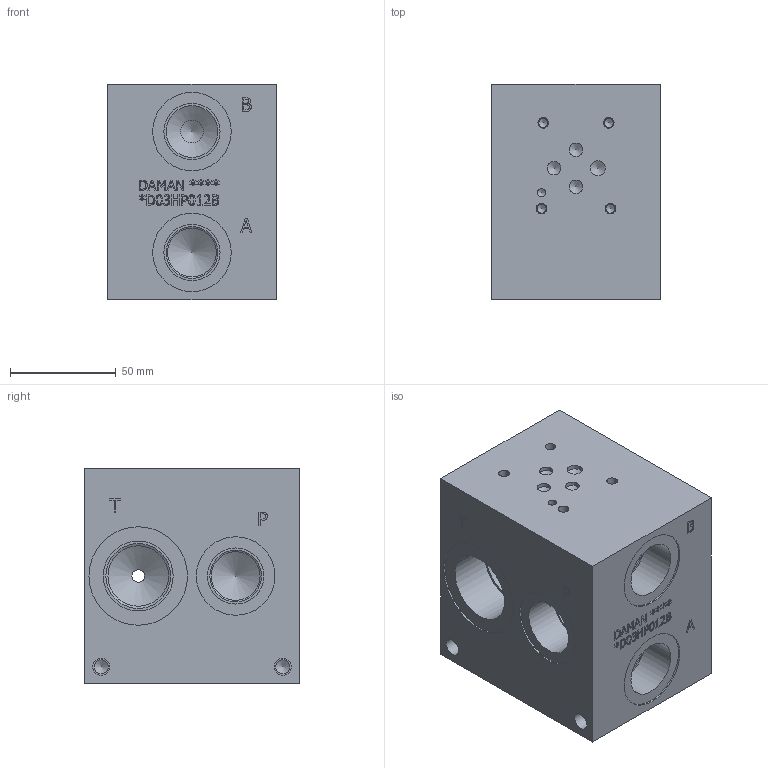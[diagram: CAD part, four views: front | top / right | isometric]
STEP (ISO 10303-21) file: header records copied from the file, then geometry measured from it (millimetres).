
FILE_DESCRIPTION(/* description */ (''),/* implementation_level */ '2;1');
FILE_NAME(/* name */ '_D03HP012B.stp',/* time_stamp */ '2021-07-14T14:37:44-04:00',/* author */ ('anthonyv'),/* organization */ (''),/* preprocessor_version */ 'ST-DEVELOPER v18.1',/* originating_system */ 'Autodesk Inventor 2021',/* authorisation */ '');
FILE_SCHEMA (('AUTOMOTIVE_DESIGN { 1 0 10303 214 3 1 1 }'));
Length unit declared in the file: millimetre
Products named in the file (1): Part_AD03HP012B_3D
Bounding box: 79.38 x 101.6 x 101.6 mm (x, y, z)
Volume: 693835.6 mm3; surface area: 72039.6 mm2
Topology: 1 solids, 1 shells, 512 faces, 1401 edges, 950 vertices
Faces by surface type: plane 319, bspline 123, cylinder 45, cone 25
Full cylindrical faces by diameter (mm): 3.962 x1, 4.216 x4, 5.004 x4, 6.35 x3, 6.756 x4, 7.137 x1, 8.001 x4, 10.719 x1, 23.012 x3, 24.409 x4, 26.543 x4, 28.575 x2, 30.632 x2, 32.995 x1, 33 x1, 37.109 x4, 46.558 x2
Entity records: 17203 total; most frequent: CARTESIAN_POINT 4446, ORIENTED_EDGE 2768, DIRECTION 2089, EDGE_CURVE 1384, LINE 967, VECTOR 967, VERTEX_POINT 950, EDGE_LOOP 590
